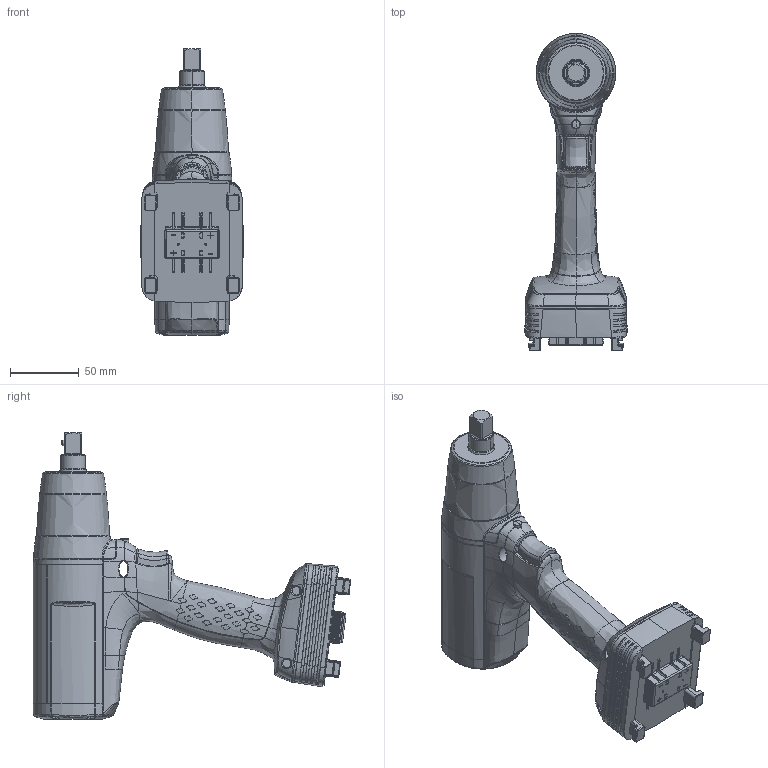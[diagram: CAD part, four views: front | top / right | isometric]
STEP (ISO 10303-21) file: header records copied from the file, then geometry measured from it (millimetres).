
FILE_DESCRIPTION((''),'2;1');
FILE_NAME('EXT_COMP_SW0003','2019-10-30T11:33:16',('Toocsr'),(''),'CREO PARAMETRIC BY PTC INC, 2018100','CREO PARAMETRIC BY PTC INC, 2018100','');
FILE_SCHEMA(('AP242_MANAGED_MODEL_BASED_3D_ENGINEERING_MIM_LF { 1 0 10303 442 1 1 4 }'));
Length unit declared in the file: millimetre
Products named in the file (1): EXT_COMP_SW0003
Bounding box: 74.52 x 231.33 x 209.01 mm (x, y, z)
Volume: 741705.3 mm3; surface area: 133754.4 mm2
Topology: 1 solids, 1 shells, 4652 faces, 12146 edges, 7479 vertices
Faces by surface type: bspline 1839, plane 1328, cylinder 999, cone 220, sphere 116, torus 90, extrusion 60
Entity records: 296322 total; most frequent: CARTESIAN_POINT 154766, ORIENTED_EDGE 24284, DIRECTION 14877, EDGE_CURVE 12142, VERTEX_POINT 7479, FILL_AREA_STYLE_COLOUR 6725, FILL_AREA_STYLE 6725, SURFACE_STYLE_FILL_AREA 6725
